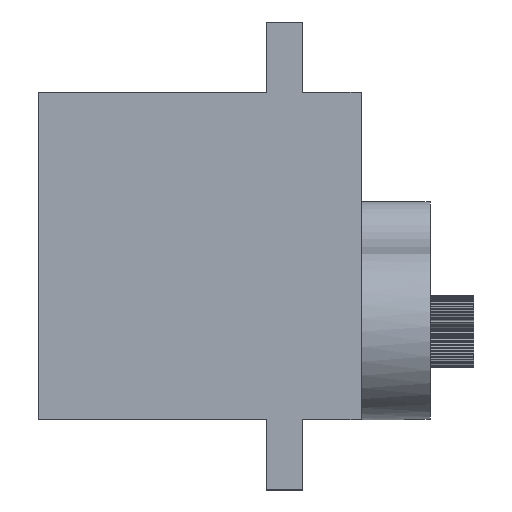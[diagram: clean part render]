
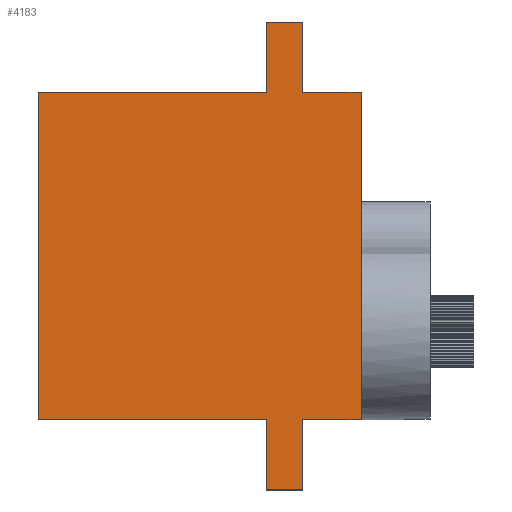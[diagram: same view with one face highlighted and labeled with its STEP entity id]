
A CAD part, top view. The second image highlights one B-rep face of the part: STEP entity #4183.
In plain terms, the highlighted planar face has unit normal (0, 0, 1).
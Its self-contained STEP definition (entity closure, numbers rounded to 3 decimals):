
#417=FACE_OUTER_BOUND('',#626,.T.);
#626=EDGE_LOOP('',(#3816,#3817,#3818,#3819,#3820,#3821,#3822,#3823,#3824,
#3825,#3826,#3827,#3828));
#1052=LINE('',#6806,#1533);
#1056=LINE('',#6813,#1537);
#1059=LINE('',#6819,#1540);
#1061=LINE('',#6824,#1542);
#1063=LINE('',#6828,#1544);
#1074=LINE('',#6853,#1555);
#1083=LINE('',#6872,#1564);
#1093=LINE('',#6895,#1574);
#1097=LINE('',#6902,#1578);
#1099=LINE('',#6905,#1580);
#1105=LINE('',#6919,#1586);
#1107=LINE('',#6923,#1588);
#1108=LINE('',#6925,#1589);
#1533=VECTOR('',#5590,10.);
#1537=VECTOR('',#5596,10.);
#1540=VECTOR('',#5601,10.);
#1542=VECTOR('',#5605,10.);
#1544=VECTOR('',#5609,10.);
#1555=VECTOR('',#5626,10.);
#1564=VECTOR('',#5639,10.);
#1574=VECTOR('',#5655,10.);
#1578=VECTOR('',#5665,10.);
#1580=VECTOR('',#5669,10.);
#1586=VECTOR('',#5689,10.);
#1588=VECTOR('',#5693,10.);
#1589=VECTOR('',#5696,10.);
#1950=VERTEX_POINT('',#6782);
#1958=VERTEX_POINT('',#6805);
#1960=VERTEX_POINT('',#6811);
#1962=VERTEX_POINT('',#6816);
#1963=VERTEX_POINT('',#6821);
#1965=VERTEX_POINT('',#6827);
#1976=VERTEX_POINT('',#6851);
#1983=VERTEX_POINT('',#6869);
#1984=VERTEX_POINT('',#6871);
#1989=VERTEX_POINT('',#6883);
#1994=VERTEX_POINT('',#6893);
#1995=VERTEX_POINT('',#6917);
#1996=VERTEX_POINT('',#6921);
#2548=EDGE_CURVE('',#1950,#1958,#1052,.T.);
#2552=EDGE_CURVE('',#1960,#1950,#1056,.T.);
#2555=EDGE_CURVE('',#1962,#1958,#1059,.T.);
#2557=EDGE_CURVE('',#1963,#1960,#1061,.T.);
#2559=EDGE_CURVE('',#1962,#1965,#1063,.T.);
#2572=EDGE_CURVE('',#1976,#1963,#1074,.T.);
#2581=EDGE_CURVE('',#1984,#1983,#1083,.T.);
#2593=EDGE_CURVE('',#1989,#1994,#1093,.T.);
#2597=EDGE_CURVE('',#1984,#1976,#1097,.T.);
#2599=EDGE_CURVE('',#1994,#1965,#1099,.T.);
#2605=EDGE_CURVE('',#1995,#1983,#1105,.T.);
#2607=EDGE_CURVE('',#1996,#1989,#1107,.T.);
#2608=EDGE_CURVE('',#1996,#1995,#1108,.F.);
#3816=ORIENTED_EDGE('',*,*,#2572,.F.);
#3817=ORIENTED_EDGE('',*,*,#2597,.F.);
#3818=ORIENTED_EDGE('',*,*,#2581,.T.);
#3819=ORIENTED_EDGE('',*,*,#2605,.F.);
#3820=ORIENTED_EDGE('',*,*,#2608,.F.);
#3821=ORIENTED_EDGE('',*,*,#2607,.T.);
#3822=ORIENTED_EDGE('',*,*,#2593,.T.);
#3823=ORIENTED_EDGE('',*,*,#2599,.T.);
#3824=ORIENTED_EDGE('',*,*,#2559,.F.);
#3825=ORIENTED_EDGE('',*,*,#2555,.T.);
#3826=ORIENTED_EDGE('',*,*,#2548,.F.);
#3827=ORIENTED_EDGE('',*,*,#2552,.F.);
#3828=ORIENTED_EDGE('',*,*,#2557,.F.);
#3975=PLANE('',#4536);
#4183=ADVANCED_FACE('',(#417),#3975,.T.);
#4536=AXIS2_PLACEMENT_3D('',#6924,#5694,#5695);
#5590=DIRECTION('',(0.,-1.,0.));
#5596=DIRECTION('',(0.,-1.,0.));
#5601=DIRECTION('',(1.,0.,0.));
#5605=DIRECTION('',(1.,0.,0.));
#5609=DIRECTION('',(0.,-1.,0.));
#5626=DIRECTION('',(0.,-1.,0.));
#5639=DIRECTION('',(0.,-1.,0.));
#5655=DIRECTION('',(0.,-1.,0.));
#5665=DIRECTION('',(1.,0.,0.));
#5669=DIRECTION('',(1.,0.,0.));
#5689=DIRECTION('',(1.,0.,0.));
#5693=DIRECTION('',(1.,0.,0.));
#5694=DIRECTION('center_axis',(0.,0.,1.));
#5695=DIRECTION('ref_axis',(0.,-1.,0.));
#5696=DIRECTION('',(0.,-1.,0.));
#6782=CARTESIAN_POINT('',(17.5,-39.185,15.));
#6805=CARTESIAN_POINT('',(17.5,-45.2,15.));
#6806=CARTESIAN_POINT('',(17.5,-50.,15.));
#6811=CARTESIAN_POINT('',(17.5,-22.8,15.));
#6813=CARTESIAN_POINT('',(17.5,-50.,15.));
#6816=CARTESIAN_POINT('',(13.5,-45.2,15.));
#6819=CARTESIAN_POINT('',(0.,-45.2,15.));
#6821=CARTESIAN_POINT('',(13.5,-22.8,15.));
#6824=CARTESIAN_POINT('',(0.,-22.8,15.));
#6827=CARTESIAN_POINT('',(13.5,-50.,15.));
#6828=CARTESIAN_POINT('',(13.5,-50.,15.));
#6851=CARTESIAN_POINT('',(13.5,-18.,15.));
#6853=CARTESIAN_POINT('',(13.5,-50.,15.));
#6869=CARTESIAN_POINT('',(11.,-22.8,15.));
#6871=CARTESIAN_POINT('',(11.,-18.,15.));
#6872=CARTESIAN_POINT('',(11.,-26.,15.));
#6883=CARTESIAN_POINT('',(11.,-45.2,15.));
#6893=CARTESIAN_POINT('',(11.,-50.,15.));
#6895=CARTESIAN_POINT('',(11.,-26.,15.));
#6902=CARTESIAN_POINT('',(0.,-18.,15.));
#6905=CARTESIAN_POINT('',(0.,-50.,15.));
#6917=CARTESIAN_POINT('',(-4.6,-22.8,15.));
#6919=CARTESIAN_POINT('',(0.,-22.8,15.));
#6921=CARTESIAN_POINT('',(-4.6,-45.2,15.));
#6923=CARTESIAN_POINT('',(0.,-45.2,15.));
#6924=CARTESIAN_POINT('Origin',(0.,-22.8,15.));
#6925=CARTESIAN_POINT('',(-4.6,-28.4,15.));
